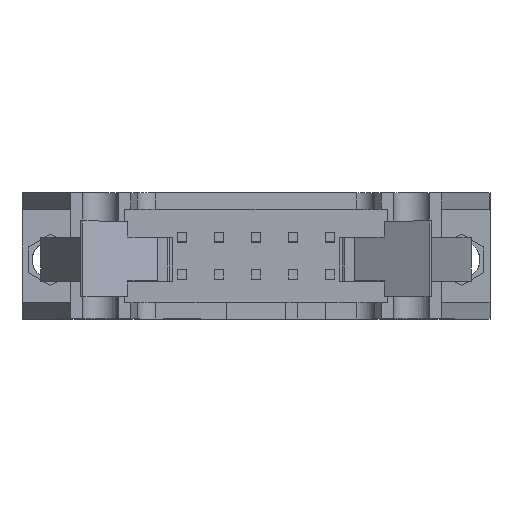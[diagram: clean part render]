
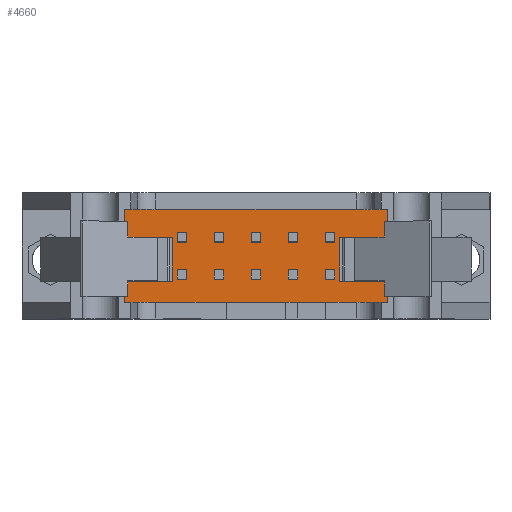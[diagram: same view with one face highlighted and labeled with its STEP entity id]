
A CAD part, top view. The second image highlights one B-rep face of the part: STEP entity #4660.
In plain terms, the highlighted planar face has unit normal (0, 0, 1).
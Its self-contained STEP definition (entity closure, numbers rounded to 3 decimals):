
#203=FACE_OUTER_BOUND($,#496,.T.);
#496=EDGE_LOOP($,(#3350,#3351,#3352,#3353,#3354,#3355,#3356,#3357,#3358,
#3359,#3360,#3361,#3362,#3363));
#882=B_SPLINE_CURVE_WITH_KNOTS($,1,(#7931,#7932),.UNSPECIFIED.,.F.,.F.,
(2,2),(0.,1.),.UNSPECIFIED.);
#888=B_SPLINE_CURVE_WITH_KNOTS($,1,(#7958,#7959),.UNSPECIFIED.,.F.,.F.,
(2,2),(0.,1.),.UNSPECIFIED.);
#892=B_SPLINE_CURVE_WITH_KNOTS($,1,(#7970,#7971),.UNSPECIFIED.,.F.,.F.,
(2,2),(0.,1.),.UNSPECIFIED.);
#899=B_SPLINE_CURVE_WITH_KNOTS($,1,(#7991,#7992),.UNSPECIFIED.,.F.,.F.,
(2,2),(0.,1.),.UNSPECIFIED.);
#934=B_SPLINE_CURVE_WITH_KNOTS($,1,(#8170,#8171),.UNSPECIFIED.,.F.,.F.,
(2,2),(0.,1.),.UNSPECIFIED.);
#991=B_SPLINE_CURVE_WITH_KNOTS($,1,(#8706,#8707),.UNSPECIFIED.,.F.,.F.,
(2,2),(0.,1.),.UNSPECIFIED.);
#995=B_SPLINE_CURVE_WITH_KNOTS($,1,(#8717,#8718),.UNSPECIFIED.,.F.,.F.,
(2,2),(0.,1.),.UNSPECIFIED.);
#996=B_SPLINE_CURVE_WITH_KNOTS($,1,(#8721,#8722),.UNSPECIFIED.,.F.,.F.,
(2,2),(0.,1.),.UNSPECIFIED.);
#997=B_SPLINE_CURVE_WITH_KNOTS($,1,(#8724,#8725),.UNSPECIFIED.,.F.,.F.,
(2,2),(0.,1.),.UNSPECIFIED.);
#998=B_SPLINE_CURVE_WITH_KNOTS($,1,(#8727,#8728),.UNSPECIFIED.,.F.,.F.,
(2,2),(0.,1.),.UNSPECIFIED.);
#999=B_SPLINE_CURVE_WITH_KNOTS($,1,(#8729,#8730),.UNSPECIFIED.,.F.,.F.,
(2,2),(0.,1.),.UNSPECIFIED.);
#1000=B_SPLINE_CURVE_WITH_KNOTS($,1,(#8732,#8733),.UNSPECIFIED.,.F.,.F.,
(2,2),(0.,1.),.UNSPECIFIED.);
#1001=B_SPLINE_CURVE_WITH_KNOTS($,1,(#8735,#8736),.UNSPECIFIED.,.F.,.F.,
(2,2),(0.,1.),.UNSPECIFIED.);
#1002=B_SPLINE_CURVE_WITH_KNOTS($,1,(#8737,#8738),.UNSPECIFIED.,.F.,.F.,
(2,2),(0.,1.),.UNSPECIFIED.);
#1805=VERTEX_POINT($,#7096);
#1877=VERTEX_POINT($,#7921);
#1880=VERTEX_POINT($,#7928);
#1886=VERTEX_POINT($,#7957);
#1889=VERTEX_POINT($,#7969);
#1895=VERTEX_POINT($,#7988);
#1922=VERTEX_POINT($,#8169);
#1960=VERTEX_POINT($,#8705);
#1962=VERTEX_POINT($,#8714);
#1963=VERTEX_POINT($,#8720);
#1964=VERTEX_POINT($,#8723);
#1965=VERTEX_POINT($,#8726);
#1966=VERTEX_POINT($,#8731);
#1967=VERTEX_POINT($,#8734);
#2392=EDGE_CURVE($,#1880,#1877,#882,.F.);
#2398=EDGE_CURVE($,#1877,#1886,#888,.F.);
#2402=EDGE_CURVE($,#1886,#1889,#892,.F.);
#2409=EDGE_CURVE($,#1895,#1880,#899,.F.);
#2444=EDGE_CURVE($,#1889,#1922,#934,.F.);
#2501=EDGE_CURVE($,#1922,#1960,#991,.F.);
#2505=EDGE_CURVE($,#1962,#1895,#995,.F.);
#2506=EDGE_CURVE($,#1963,#1960,#996,.F.);
#2507=EDGE_CURVE($,#1962,#1964,#997,.F.);
#2508=EDGE_CURVE($,#1964,#1965,#998,.F.);
#2509=EDGE_CURVE($,#1965,#1805,#999,.F.);
#2510=EDGE_CURVE($,#1966,#1805,#1000,.T.);
#2511=EDGE_CURVE($,#1966,#1967,#1001,.F.);
#2512=EDGE_CURVE($,#1967,#1963,#1002,.F.);
#3350=ORIENTED_EDGE($,*,*,#2506,.T.);
#3351=ORIENTED_EDGE($,*,*,#2501,.F.);
#3352=ORIENTED_EDGE($,*,*,#2444,.F.);
#3353=ORIENTED_EDGE($,*,*,#2402,.F.);
#3354=ORIENTED_EDGE($,*,*,#2398,.F.);
#3355=ORIENTED_EDGE($,*,*,#2392,.F.);
#3356=ORIENTED_EDGE($,*,*,#2409,.F.);
#3357=ORIENTED_EDGE($,*,*,#2505,.F.);
#3358=ORIENTED_EDGE($,*,*,#2507,.T.);
#3359=ORIENTED_EDGE($,*,*,#2508,.T.);
#3360=ORIENTED_EDGE($,*,*,#2509,.T.);
#3361=ORIENTED_EDGE($,*,*,#2510,.F.);
#3362=ORIENTED_EDGE($,*,*,#2511,.T.);
#3363=ORIENTED_EDGE($,*,*,#2512,.T.);
#4393=PLANE($,#4992);
#4660=ADVANCED_FACE($,(#203),#4393,.F.);
#4992=AXIS2_PLACEMENT_3D($,#8719,#5391,#5392);
#5391=DIRECTION('center_axis',(0.,0.,-1.));
#5392=DIRECTION('ref_axis',(-1.,0.,0.));
#7096=CARTESIAN_POINT('',(-2.032,-3.175,7.62));
#7921=CARTESIAN_POINT('',(-9.017,3.175,7.62));
#7928=CARTESIAN_POINT('',(-9.017,1.27,7.62));
#7931=CARTESIAN_POINT('Ctrl Pts',(-9.017,3.175,7.62));
#7932=CARTESIAN_POINT('Ctrl Pts',(-9.017,1.27,7.62));
#7957=CARTESIAN_POINT('',(9.017,3.175,7.62));
#7958=CARTESIAN_POINT('Ctrl Pts',(9.017,3.175,7.62));
#7959=CARTESIAN_POINT('Ctrl Pts',(-9.017,3.175,7.62));
#7969=CARTESIAN_POINT('',(9.017,1.27,7.62));
#7970=CARTESIAN_POINT('Ctrl Pts',(9.017,1.27,7.62));
#7971=CARTESIAN_POINT('Ctrl Pts',(9.017,3.175,7.62));
#7988=CARTESIAN_POINT('',(-5.715,1.27,7.62));
#7991=CARTESIAN_POINT('Ctrl Pts',(-9.017,1.27,7.62));
#7992=CARTESIAN_POINT('Ctrl Pts',(-5.715,1.27,7.62));
#8169=CARTESIAN_POINT('',(5.715,1.27,7.62));
#8170=CARTESIAN_POINT('Ctrl Pts',(5.715,1.27,7.62));
#8171=CARTESIAN_POINT('Ctrl Pts',(9.017,1.27,7.62));
#8705=CARTESIAN_POINT('',(5.715,-1.727,7.62));
#8706=CARTESIAN_POINT('Ctrl Pts',(5.715,-1.727,7.62));
#8707=CARTESIAN_POINT('Ctrl Pts',(5.715,1.27,7.62));
#8714=CARTESIAN_POINT('',(-5.715,-1.727,7.62));
#8717=CARTESIAN_POINT('Ctrl Pts',(-5.715,1.27,7.62));
#8718=CARTESIAN_POINT('Ctrl Pts',(-5.715,-1.727,7.62));
#8719=CARTESIAN_POINT('Origin',(9.378,-3.302,7.62));
#8720=CARTESIAN_POINT('',(9.017,-1.727,7.62));
#8721=CARTESIAN_POINT('Ctrl Pts',(5.715,-1.727,7.62));
#8722=CARTESIAN_POINT('Ctrl Pts',(9.017,-1.727,7.62));
#8723=CARTESIAN_POINT('',(-9.017,-1.727,7.62));
#8724=CARTESIAN_POINT('Ctrl Pts',(-9.017,-1.727,7.62));
#8725=CARTESIAN_POINT('Ctrl Pts',(-5.715,-1.727,7.62));
#8726=CARTESIAN_POINT('',(-9.017,-3.175,7.62));
#8727=CARTESIAN_POINT('Ctrl Pts',(-9.017,-3.175,7.62));
#8728=CARTESIAN_POINT('Ctrl Pts',(-9.017,-1.727,7.62));
#8729=CARTESIAN_POINT('Ctrl Pts',(-2.032,-3.175,7.62));
#8730=CARTESIAN_POINT('Ctrl Pts',(-9.017,-3.175,7.62));
#8731=CARTESIAN_POINT('',(2.032,-3.175,7.62));
#8732=CARTESIAN_POINT('Ctrl Pts',(2.032,-3.175,7.62));
#8733=CARTESIAN_POINT('Ctrl Pts',(-2.032,-3.175,7.62));
#8734=CARTESIAN_POINT('',(9.017,-3.175,7.62));
#8735=CARTESIAN_POINT('Ctrl Pts',(9.017,-3.175,7.62));
#8736=CARTESIAN_POINT('Ctrl Pts',(2.032,-3.175,7.62));
#8737=CARTESIAN_POINT('Ctrl Pts',(9.017,-1.727,7.62));
#8738=CARTESIAN_POINT('Ctrl Pts',(9.017,-3.175,7.62));
